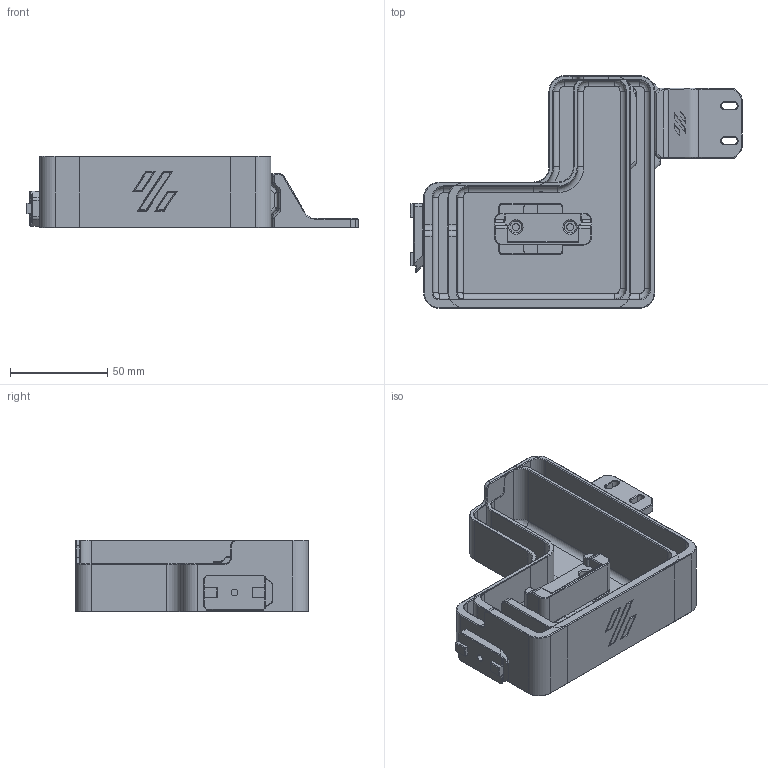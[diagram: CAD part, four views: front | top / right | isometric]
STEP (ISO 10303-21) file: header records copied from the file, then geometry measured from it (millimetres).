
FILE_DESCRIPTION(/* description */ (''),/* implementation_level */ '2;1');
FILE_NAME(/* name */ 'Front Purge Buket 350mm.step',/* time_stamp */ '2023-01-15T10:21:04+01:00',/* author */ (''),/* organization */ (''),/* preprocessor_version */ 'ST-DEVELOPER v19',/* originating_system */ 'Autodesk Translation Framework v11.7.0.108',/* authorisation */ '');
FILE_SCHEMA (('AUTOMOTIVE_DESIGN { 1 0 10303 214 3 1 1 }'));
Length unit declared in the file: millimetre
Products named in the file (1): Front Purge Buket 350mm
Bounding box: 170.8 x 119.81 x 37.01 mm (x, y, z)
Volume: 166840.8 mm3; surface area: 106323.7 mm2
Topology: 10 solids, 10 shells, 895 faces, 2074 edges, 1211 vertices
Faces by surface type: plane 478, cylinder 171, cone 135, bspline 84, torus 23, sphere 4
Full cylindrical faces by diameter (mm): 3.5 x5, 4.7 x2, 6.2 x4
Entity records: 28726 total; most frequent: CARTESIAN_POINT 8680, DIRECTION 4127, ORIENTED_EDGE 4122, EDGE_CURVE 2061, LINE 1383, VECTOR 1383, AXIS2_PLACEMENT_3D 1372, VERTEX_POINT 1211
